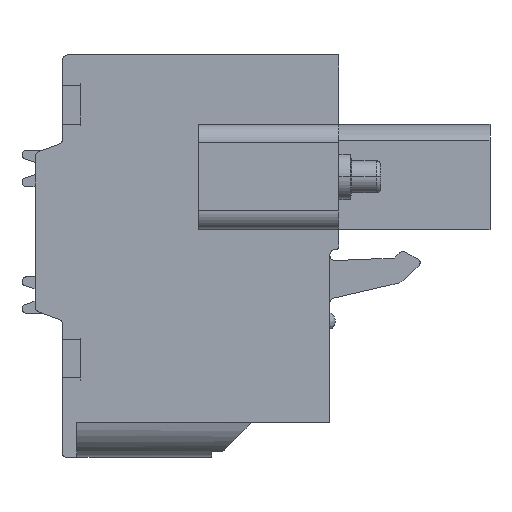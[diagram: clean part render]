
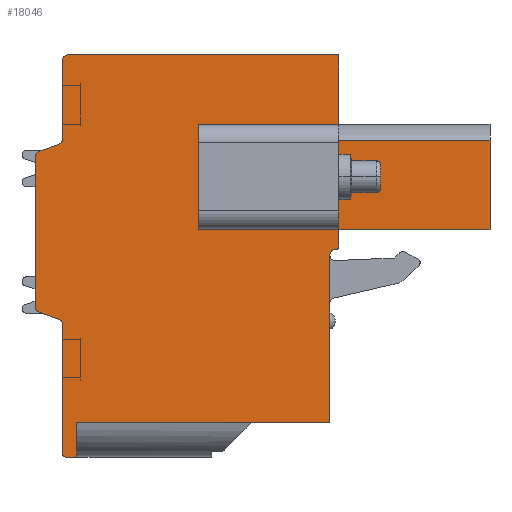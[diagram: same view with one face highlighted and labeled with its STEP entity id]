
A CAD part, front view. The second image highlights one B-rep face of the part: STEP entity #18046.
In plain terms, the highlighted planar face has unit normal (0, -1, 0).
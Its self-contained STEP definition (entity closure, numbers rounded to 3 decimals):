
#390=DIRECTION('',(-1.,0.,0.));
#391=VECTOR('',#390,6.3);
#392=CARTESIAN_POINT('',(2.781,-71.02,1.9));
#393=LINE('',#392,#391);
#394=DIRECTION('',(1.,0.,0.));
#395=VECTOR('',#394,6.3);
#396=CARTESIAN_POINT('',(-3.519,-71.02,7.65));
#397=LINE('',#396,#395);
#398=DIRECTION('',(0.,0.,1.));
#399=VECTOR('',#398,5.75);
#400=CARTESIAN_POINT('',(-3.519,-71.02,1.9));
#401=LINE('',#400,#399);
#402=DIRECTION('',(0.,0.,-1.));
#403=VECTOR('',#402,4.7);
#404=CARTESIAN_POINT('',(4.181,-71.02,11.475));
#405=LINE('',#404,#403);
#406=DIRECTION('',(-1.,0.,0.));
#407=VECTOR('',#406,8.3);
#408=CARTESIAN_POINT('',(12.481,-71.02,6.775));
#409=LINE('',#408,#407);
#410=DIRECTION('',(0.,0.,-1.));
#411=VECTOR('',#410,4.9);
#412=CARTESIAN_POINT('',(12.481,-71.02,6.775));
#413=LINE('',#412,#411);
#414=DIRECTION('',(-1.,0.,0.));
#415=VECTOR('',#414,8.3);
#416=CARTESIAN_POINT('',(12.481,-71.02,1.875));
#417=LINE('',#416,#415);
#418=DIRECTION('',(0.,0.,-1.));
#419=VECTOR('',#418,0.901);
#420=CARTESIAN_POINT('',(4.181,-71.02,1.875));
#421=LINE('',#420,#419);
#422=CARTESIAN_POINT('',(3.981,-71.02,0.974));
#423=DIRECTION('',(0.,1.,0.));
#424=DIRECTION('',(1.,0.,0.));
#425=AXIS2_PLACEMENT_3D('',#422,#423,#424);
#427=CARTESIAN_POINT('',(3.981,-71.02,0.474));
#428=DIRECTION('',(0.,-1.,0.));
#429=DIRECTION('',(0.,0.,1.));
#430=AXIS2_PLACEMENT_3D('',#427,#428,#429);
#432=DIRECTION('',(-1.,0.,0.));
#433=VECTOR('',#432,13.9);
#434=CARTESIAN_POINT('',(3.681,-71.02,-8.725));
#435=LINE('',#434,#433);
#436=DIRECTION('',(0.,0.,-1.));
#437=VECTOR('',#436,1.9);
#438=CARTESIAN_POINT('',(-10.219,-71.02,-8.725));
#439=LINE('',#438,#437);
#440=DIRECTION('',(-1.,0.,0.));
#441=VECTOR('',#440,0.6);
#442=CARTESIAN_POINT('',(-10.219,-71.02,-10.625));
#443=LINE('',#442,#441);
#444=CARTESIAN_POINT('',(-10.819,-71.02,-10.425));
#445=DIRECTION('',(0.,1.,0.));
#446=DIRECTION('',(0.,0.,-1.));
#447=AXIS2_PLACEMENT_3D('',#444,#445,#446);
#449=DIRECTION('',(0.,0.,1.));
#450=VECTOR('',#449,7.095);
#451=CARTESIAN_POINT('',(-11.019,-71.02,-10.425));
#452=LINE('',#451,#450);
#453=CARTESIAN_POINT('',(-11.319,-71.02,-3.33));
#454=DIRECTION('',(0.,-1.,0.));
#455=DIRECTION('',(1.,0.,0.));
#456=AXIS2_PLACEMENT_3D('',#453,#454,#455);
#458=DIRECTION('',(-0.94,0.,0.342));
#459=VECTOR('',#458,1.176);
#460=CARTESIAN_POINT('',(-11.216,-71.02,-3.048));
#461=LINE('',#460,#459);
#462=CARTESIAN_POINT('',(-12.219,-71.02,-2.364));
#463=DIRECTION('',(0.,1.,0.));
#464=DIRECTION('',(-0.342,0.,-0.94));
#465=AXIS2_PLACEMENT_3D('',#462,#463,#464);
#467=DIRECTION('',(0.,0.,1.));
#468=VECTOR('',#467,8.238);
#469=CARTESIAN_POINT('',(-12.519,-71.02,-2.364));
#470=LINE('',#469,#468);
#471=CARTESIAN_POINT('',(-12.219,-71.02,5.874));
#472=DIRECTION('',(0.,1.,0.));
#473=DIRECTION('',(-1.,0.,0.));
#474=AXIS2_PLACEMENT_3D('',#471,#472,#473);
#476=DIRECTION('',(0.94,0.,0.342));
#477=VECTOR('',#476,1.176);
#478=CARTESIAN_POINT('',(-12.321,-71.02,6.156));
#479=LINE('',#478,#477);
#480=CARTESIAN_POINT('',(-11.319,-71.02,6.84));
#481=DIRECTION('',(0.,-1.,0.));
#482=DIRECTION('',(0.342,0.,-0.94));
#483=AXIS2_PLACEMENT_3D('',#480,#481,#482);
#485=DIRECTION('',(0.,0.,1.));
#486=VECTOR('',#485,4.335);
#487=CARTESIAN_POINT('',(-11.019,-71.02,6.84));
#488=LINE('',#487,#486);
#489=CARTESIAN_POINT('',(-10.719,-71.02,11.175));
#490=DIRECTION('',(0.,1.,0.));
#491=DIRECTION('',(-1.,0.,0.));
#492=AXIS2_PLACEMENT_3D('',#489,#490,#491);
#494=DIRECTION('',(1.,0.,0.));
#495=VECTOR('',#494,14.9);
#496=CARTESIAN_POINT('',(-10.719,-71.02,11.475));
#497=LINE('',#496,#495);
#652=DIRECTION('',(0.,0.,1.));
#653=VECTOR('',#652,5.75);
#654=CARTESIAN_POINT('',(2.781,-71.02,1.9));
#655=LINE('',#654,#653);
#3169=DIRECTION('',(0.,0.,1.));
#3170=VECTOR('',#3169,9.199);
#3171=CARTESIAN_POINT('',(3.681,-71.02,-8.725));
#3172=LINE('',#3171,#3170);
#13607=CARTESIAN_POINT('',(-12.519,-71.02,-2.364));
#13608=CARTESIAN_POINT('',(-12.519,-71.02,5.874));
#13609=VERTEX_POINT('',#13607);
#13610=VERTEX_POINT('',#13608);
#13611=CARTESIAN_POINT('',(-12.321,-71.02,6.156));
#13612=VERTEX_POINT('',#13611);
#13613=CARTESIAN_POINT('',(-11.216,-71.02,6.558));
#13614=VERTEX_POINT('',#13613);
#13615=CARTESIAN_POINT('',(-11.019,-71.02,6.84));
#13616=VERTEX_POINT('',#13615);
#13617=CARTESIAN_POINT('',(-11.019,-71.02,11.175));
#13618=VERTEX_POINT('',#13617);
#13619=CARTESIAN_POINT('',(-10.719,-71.02,11.475));
#13620=VERTEX_POINT('',#13619);
#13621=CARTESIAN_POINT('',(4.181,-71.02,11.475));
#13622=VERTEX_POINT('',#13621);
#13623=CARTESIAN_POINT('',(3.681,-71.02,-8.725));
#13624=CARTESIAN_POINT('',(-10.219,-71.02,-8.725));
#13625=VERTEX_POINT('',#13623);
#13626=VERTEX_POINT('',#13624);
#13627=CARTESIAN_POINT('',(-10.219,-71.02,-10.625));
#13628=VERTEX_POINT('',#13627);
#13629=CARTESIAN_POINT('',(-10.819,-71.02,-10.625));
#13630=VERTEX_POINT('',#13629);
#13631=CARTESIAN_POINT('',(-11.019,-71.02,-10.425));
#13632=VERTEX_POINT('',#13631);
#13633=CARTESIAN_POINT('',(-11.019,-71.02,-3.33));
#13634=VERTEX_POINT('',#13633);
#13635=CARTESIAN_POINT('',(-11.216,-71.02,-3.048));
#13636=VERTEX_POINT('',#13635);
#13637=CARTESIAN_POINT('',(-12.321,-71.02,-2.646));
#13638=VERTEX_POINT('',#13637);
#13649=CARTESIAN_POINT('',(4.181,-71.02,0.974));
#13650=CARTESIAN_POINT('',(3.981,-71.02,0.774));
#13651=VERTEX_POINT('',#13649);
#13652=VERTEX_POINT('',#13650);
#13653=CARTESIAN_POINT('',(4.181,-71.02,1.875));
#13654=VERTEX_POINT('',#13653);
#13655=CARTESIAN_POINT('',(3.681,-71.02,0.474));
#13656=VERTEX_POINT('',#13655);
#13657=CARTESIAN_POINT('',(12.481,-71.02,1.875));
#13658=VERTEX_POINT('',#13657);
#14881=CARTESIAN_POINT('',(12.481,-71.02,6.775));
#14882=VERTEX_POINT('',#14881);
#17439=CARTESIAN_POINT('',(-3.519,-71.02,1.9));
#17440=CARTESIAN_POINT('',(-3.519,-71.02,7.65));
#17441=VERTEX_POINT('',#17439);
#17442=VERTEX_POINT('',#17440);
#17461=CARTESIAN_POINT('',(2.781,-71.02,1.9));
#17462=CARTESIAN_POINT('',(2.781,-71.02,7.65));
#17463=VERTEX_POINT('',#17461);
#17464=VERTEX_POINT('',#17462);
#17477=CARTESIAN_POINT('',(4.181,-71.02,6.775));
#17478=VERTEX_POINT('',#17477);
#17984=CARTESIAN_POINT('',(0.,-71.02,0.));
#17985=DIRECTION('',(0.,1.,0.));
#17986=DIRECTION('',(1.,0.,0.));
#17987=AXIS2_PLACEMENT_3D('',#17984,#17985,#17986);
#17988=PLANE('',#17987);
#17989=ORIENTED_EDGE('',*,*,#17744,.T.);
#17991=ORIENTED_EDGE('',*,*,#17990,.F.);
#17993=ORIENTED_EDGE('',*,*,#17992,.T.);
#17995=ORIENTED_EDGE('',*,*,#17994,.T.);
#17997=ORIENTED_EDGE('',*,*,#17996,.T.);
#17999=ORIENTED_EDGE('',*,*,#17998,.T.);
#18001=ORIENTED_EDGE('',*,*,#18000,.T.);
#18003=ORIENTED_EDGE('',*,*,#18002,.F.);
#18005=ORIENTED_EDGE('',*,*,#18004,.T.);
#18007=ORIENTED_EDGE('',*,*,#18006,.T.);
#18009=ORIENTED_EDGE('',*,*,#18008,.T.);
#18011=ORIENTED_EDGE('',*,*,#18010,.T.);
#18013=ORIENTED_EDGE('',*,*,#18012,.T.);
#18015=ORIENTED_EDGE('',*,*,#18014,.T.);
#18017=ORIENTED_EDGE('',*,*,#18016,.T.);
#18019=ORIENTED_EDGE('',*,*,#18018,.T.);
#18021=ORIENTED_EDGE('',*,*,#18020,.T.);
#18023=ORIENTED_EDGE('',*,*,#18022,.T.);
#18025=ORIENTED_EDGE('',*,*,#18024,.T.);
#18027=ORIENTED_EDGE('',*,*,#18026,.T.);
#18029=ORIENTED_EDGE('',*,*,#18028,.T.);
#18031=ORIENTED_EDGE('',*,*,#18030,.T.);
#18033=ORIENTED_EDGE('',*,*,#18032,.T.);
#18034=EDGE_LOOP('',(#17989,#17991,#17993,#17995,#17997,#17999,#18001,#18003,
#18005,#18007,#18009,#18011,#18013,#18015,#18017,#18019,#18021,#18023,#18025,
#18027,#18029,#18031,#18033));
#18035=FACE_OUTER_BOUND('',#18034,.F.);
#18037=ORIENTED_EDGE('',*,*,#18036,.F.);
#18039=ORIENTED_EDGE('',*,*,#18038,.T.);
#18041=ORIENTED_EDGE('',*,*,#18040,.F.);
#18043=ORIENTED_EDGE('',*,*,#18042,.F.);
#18044=EDGE_LOOP('',(#18037,#18039,#18041,#18043));
#18045=FACE_BOUND('',#18044,.F.);
#18046=ADVANCED_FACE('',(#18035,#18045),#17988,.F.);
#426=CIRCLE('',#425,0.2);
#431=CIRCLE('',#430,0.3);
#448=CIRCLE('',#447,0.2);
#457=CIRCLE('',#456,0.3);
#466=CIRCLE('',#465,0.3);
#475=CIRCLE('',#474,0.3);
#484=CIRCLE('',#483,0.3);
#493=CIRCLE('',#492,0.3);
#17744=EDGE_CURVE('',#13622,#17478,#405,.T.);
#17990=EDGE_CURVE('',#14882,#17478,#409,.T.);
#17992=EDGE_CURVE('',#14882,#13658,#413,.T.);
#17994=EDGE_CURVE('',#13658,#13654,#417,.T.);
#17996=EDGE_CURVE('',#13654,#13651,#421,.T.);
#17998=EDGE_CURVE('',#13651,#13652,#426,.T.);
#18000=EDGE_CURVE('',#13652,#13656,#431,.T.);
#18002=EDGE_CURVE('',#13625,#13656,#3172,.T.);
#18004=EDGE_CURVE('',#13625,#13626,#435,.T.);
#18006=EDGE_CURVE('',#13626,#13628,#439,.T.);
#18008=EDGE_CURVE('',#13628,#13630,#443,.T.);
#18010=EDGE_CURVE('',#13630,#13632,#448,.T.);
#18012=EDGE_CURVE('',#13632,#13634,#452,.T.);
#18014=EDGE_CURVE('',#13634,#13636,#457,.T.);
#18016=EDGE_CURVE('',#13636,#13638,#461,.T.);
#18018=EDGE_CURVE('',#13638,#13609,#466,.T.);
#18020=EDGE_CURVE('',#13609,#13610,#470,.T.);
#18022=EDGE_CURVE('',#13610,#13612,#475,.T.);
#18024=EDGE_CURVE('',#13612,#13614,#479,.T.);
#18026=EDGE_CURVE('',#13614,#13616,#484,.T.);
#18028=EDGE_CURVE('',#13616,#13618,#488,.T.);
#18030=EDGE_CURVE('',#13618,#13620,#493,.T.);
#18032=EDGE_CURVE('',#13620,#13622,#497,.T.);
#18036=EDGE_CURVE('',#17463,#17441,#393,.T.);
#18038=EDGE_CURVE('',#17463,#17464,#655,.T.);
#18040=EDGE_CURVE('',#17442,#17464,#397,.T.);
#18042=EDGE_CURVE('',#17441,#17442,#401,.T.);
